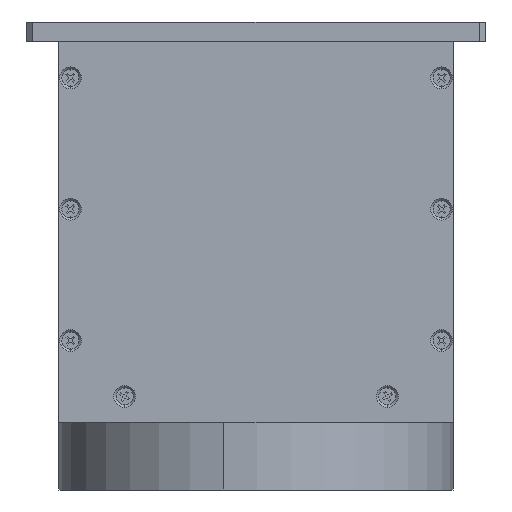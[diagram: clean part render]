
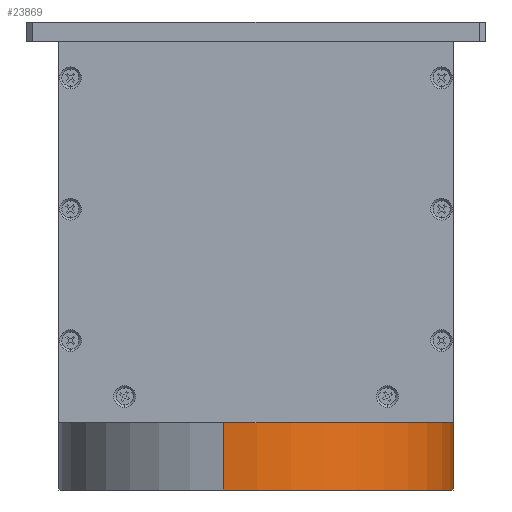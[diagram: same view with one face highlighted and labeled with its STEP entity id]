
A CAD part, left-side view. The second image highlights one B-rep face of the part: STEP entity #23869.
In plain terms, the highlighted cylindrical face has radius 60 mm (diameter 120 mm), a partial arc.
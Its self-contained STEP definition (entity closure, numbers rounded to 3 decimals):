
#892 = DIRECTION ( 'NONE',  ( -0.986, 0.167, 0. ) ) ;
#1330 = VECTOR ( 'NONE', #17834, 1000. ) ;
#1486 = LINE ( 'NONE', #17317, #18554 ) ;
#4333 = CIRCLE ( 'NONE', #11308, 60. ) ;
#4368 = AXIS2_PLACEMENT_3D ( 'NONE', #20793, #7402, #22991 ) ;
#4508 = EDGE_CURVE ( 'NONE', #17358, #14412, #4333, .T. ) ;
#7402 = DIRECTION ( 'NONE',  ( 0., 0., -1. ) ) ;
#9389 = CARTESIAN_POINT ( 'NONE',  ( -59.155, 10.031, 0. ) ) ;
#9813 = CARTESIAN_POINT ( 'NONE',  ( 59.155, -10.031, 0. ) ) ;
#9912 = EDGE_CURVE ( 'NONE', #14412, #16050, #19814, .T. ) ;
#9942 = DIRECTION ( 'NONE',  ( 0., 0., -1. ) ) ;
#10161 = CARTESIAN_POINT ( 'NONE',  ( 59.155, -10.031, -20.5 ) ) ;
#10595 = DIRECTION ( 'NONE',  ( 0., 0., -1. ) ) ;
#11050 = AXIS2_PLACEMENT_3D ( 'NONE', #25509, #9942, #27757 ) ;
#11308 = AXIS2_PLACEMENT_3D ( 'NONE', #27553, #14175, #892 ) ;
#14049 = VERTEX_POINT ( 'NONE', #10161 ) ;
#14170 = ORIENTED_EDGE ( 'NONE', *, *, #9912, .T. ) ;
#14175 = DIRECTION ( 'NONE',  ( 0., 0., -1. ) ) ;
#14412 = VERTEX_POINT ( 'NONE', #9389 ) ;
#16050 = VERTEX_POINT ( 'NONE', #24469 ) ;
#17317 = CARTESIAN_POINT ( 'NONE',  ( 59.155, -10.031, -92.535 ) ) ;
#17358 = VERTEX_POINT ( 'NONE', #9813 ) ;
#17834 = DIRECTION ( 'NONE',  ( 0., 0., -1. ) ) ;
#18240 = ORIENTED_EDGE ( 'NONE', *, *, #25067, .F. ) ;
#18554 = VECTOR ( 'NONE', #10595, 1000. ) ;
#18880 = CIRCLE ( 'NONE', #4368, 60. ) ;
#19814 = LINE ( 'NONE', #26673, #1330 ) ;
#20793 = CARTESIAN_POINT ( 'NONE',  ( 0., 0., -20.5 ) ) ;
#22991 = DIRECTION ( 'NONE',  ( -0.986, 0.167, 0. ) ) ;
#23869 = ADVANCED_FACE ( 'NONE', ( #25184 ), #24462, .T. ) ;
#24339 = EDGE_CURVE ( 'NONE', #17358, #14049, #1486, .T. ) ;
#24462 = CYLINDRICAL_SURFACE ( 'NONE', #11050, 60. ) ;
#24469 = CARTESIAN_POINT ( 'NONE',  ( -59.155, 10.031, -20.5 ) ) ;
#25037 = ORIENTED_EDGE ( 'NONE', *, *, #4508, .T. ) ;
#25067 = EDGE_CURVE ( 'NONE', #14049, #16050, #18880, .T. ) ;
#25184 = FACE_OUTER_BOUND ( 'NONE', #27544, .T. ) ;
#25509 = CARTESIAN_POINT ( 'NONE',  ( 0., 0., -92.535 ) ) ;
#26673 = CARTESIAN_POINT ( 'NONE',  ( -59.155, 10.031, -92.535 ) ) ;
#27329 = ORIENTED_EDGE ( 'NONE', *, *, #24339, .F. ) ;
#27544 = EDGE_LOOP ( 'NONE', ( #27329, #25037, #14170, #18240 ) ) ;
#27553 = CARTESIAN_POINT ( 'NONE',  ( 0., 0., 0. ) ) ;
#27757 = DIRECTION ( 'NONE',  ( -0.986, 0.167, 0. ) ) ;
